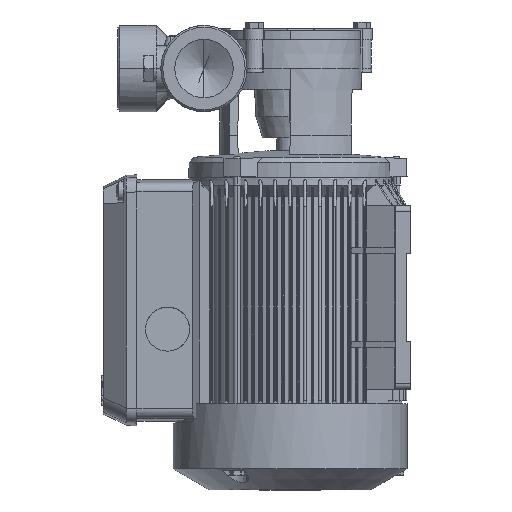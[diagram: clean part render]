
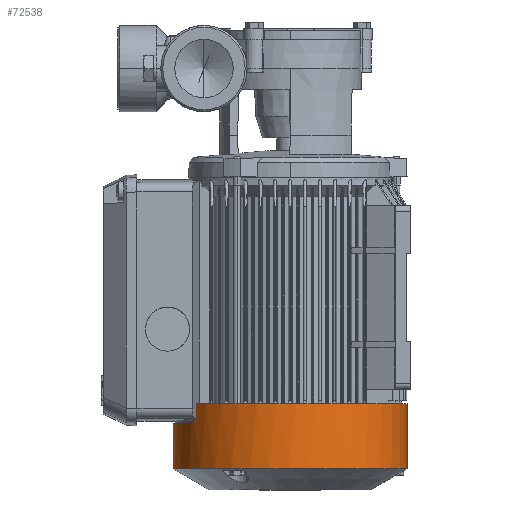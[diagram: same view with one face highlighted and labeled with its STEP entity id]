
A CAD part, left-side view. The second image highlights one B-rep face of the part: STEP entity #72538.
In plain terms, the highlighted cylindrical face has radius 61 mm (diameter 122 mm), a partial arc.
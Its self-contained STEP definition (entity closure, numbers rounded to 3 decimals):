
#2018 = EDGE_CURVE ( 'NONE', #22606, #57645, #32467, .T. ) ;
#2862 = CYLINDRICAL_SURFACE ( 'NONE', #106538, 61. ) ;
#3338 = CARTESIAN_POINT ( 'NONE',  ( -127.354, -32.809, 51.426 ) ) ;
#3419 = VERTEX_POINT ( 'NONE', #76493 ) ;
#3868 = CIRCLE ( 'NONE', #113799, 61. ) ;
#4647 = DIRECTION ( 'NONE',  ( 0., 0., -1. ) ) ;
#7471 = CARTESIAN_POINT ( 'NONE',  ( -118., 0., -61. ) ) ;
#12404 = CARTESIAN_POINT ( 'NONE',  ( -126.724, -33.972, 50.665 ) ) ;
#13015 = CARTESIAN_POINT ( 'NONE',  ( -125.645, -34.485, 50.317 ) ) ;
#13143 = DIRECTION ( 'NONE',  ( 0., 0., -1. ) ) ;
#13613 = CARTESIAN_POINT ( 'NONE',  ( -125.506, -34.5, 50.307 ) ) ;
#13852 = DIRECTION ( 'NONE',  ( 0., 0., -1. ) ) ;
#13963 = CARTESIAN_POINT ( 'NONE',  ( -127.705, -22.756, 57.774 ) ) ;
#16150 = EDGE_CURVE ( 'NONE', #40766, #63761, #62666, .T. ) ;
#21099 = CARTESIAN_POINT ( 'NONE',  ( -118., 0., 0. ) ) ;
#21451 = CARTESIAN_POINT ( 'NONE',  ( -126.413, -34.208, 50.506 ) ) ;
#21866 = DIRECTION ( 'NONE',  ( -1., 0., 0. ) ) ;
#22606 = VERTEX_POINT ( 'NONE', #112329 ) ;
#22636 = CARTESIAN_POINT ( 'NONE',  ( -126.976, -33.69, 50.853 ) ) ;
#23233 = CARTESIAN_POINT ( 'NONE',  ( -127.166, -33.376, 51.059 ) ) ;
#31906 = LINE ( 'NONE', #59736, #101828 ) ;
#32037 = CARTESIAN_POINT ( 'NONE',  ( -127.363, -32.57, 51.577 ) ) ;
#32467 = LINE ( 'NONE', #94726, #47648 ) ;
#32890 = CARTESIAN_POINT ( 'NONE',  ( -126.296, -34.275, 50.46 ) ) ;
#34631 = CIRCLE ( 'NONE', #69419, 61. ) ;
#35275 = ORIENTED_EDGE ( 'NONE', *, *, #2018, .F. ) ;
#40766 = VERTEX_POINT ( 'NONE', #101324 ) ;
#40769 = CARTESIAN_POINT ( 'NONE',  ( -127.109, -33.484, 50.989 ) ) ;
#41113 = CARTESIAN_POINT ( 'NONE',  ( -128.5, 0., 61. ) ) ;
#41358 = CARTESIAN_POINT ( 'NONE',  ( -125.364, -34.5, 50.307 ) ) ;
#41786 = LINE ( 'NONE', #78652, #56531 ) ;
#45660 = EDGE_CURVE ( 'NONE', #63761, #57645, #118767, .T. ) ;
#46793 = CARTESIAN_POINT ( 'NONE',  ( -127.363, -32.57, 51.577 ) ) ;
#47648 = VECTOR ( 'NONE', #103801, 1000. ) ;
#50450 = CARTESIAN_POINT ( 'NONE',  ( -127.363, -32.57, 51.577 ) ) ;
#56531 = VECTOR ( 'NONE', #21866, 1000. ) ;
#57482 = CARTESIAN_POINT ( 'NONE',  ( -128.095, -11.607, 61. ) ) ;
#57645 = VERTEX_POINT ( 'NONE', #64181 ) ;
#58322 = CARTESIAN_POINT ( 'NONE',  ( -125.916, -34.427, 50.356 ) ) ;
#58912 = CARTESIAN_POINT ( 'NONE',  ( -126.627, -34.056, 50.608 ) ) ;
#59033 = DIRECTION ( 'NONE',  ( 1., 0., 0. ) ) ;
#59736 = CARTESIAN_POINT ( 'NONE',  ( -118., 0., -61. ) ) ;
#60096 = ORIENTED_EDGE ( 'NONE', *, *, #45660, .T. ) ;
#62666 = B_SPLINE_CURVE_WITH_KNOTS ( 'NONE', 3,
 ( #41358, #13613, #13015, #58322, #104221, #32890, #21451, #58912, #12404, #115071, #22636, #40769, #23233, #76438, #3338, #50450 ),
 .UNSPECIFIED., .F., .F.,
 ( 4, 2, 2, 2, 2, 2, 2, 4 ),
 ( 0., 0., 0.001, 0.001, 0.002, 0.002, 0.003, 0.003 ),
 .UNSPECIFIED. ) ;
#63761 = VERTEX_POINT ( 'NONE', #46793 ) ;
#64181 = CARTESIAN_POINT ( 'NONE',  ( -128.5, 0., 61. ) ) ;
#65928 = EDGE_CURVE ( 'NONE', #113112, #88175, #34631, .T. ) ;
#68254 = CARTESIAN_POINT ( 'NONE',  ( -118., -34.5, 50.307 ) ) ;
#68816 = DIRECTION ( 'NONE',  ( -1., 0., 0. ) ) ;
#69419 = AXIS2_PLACEMENT_3D ( 'NONE', #21099, #68816, #13852 ) ;
#70483 = CARTESIAN_POINT ( 'NONE',  ( -152.03, 0., 0. ) ) ;
#71060 = ORIENTED_EDGE ( 'NONE', *, *, #106359, .T. ) ;
#72538 = ADVANCED_FACE ( 'NONE', ( #95278 ), #2862, .T. ) ;
#75631 = ORIENTED_EDGE ( 'NONE', *, *, #103090, .T. ) ;
#76438 = CARTESIAN_POINT ( 'NONE',  ( -127.305, -33.041, 51.278 ) ) ;
#76493 = CARTESIAN_POINT ( 'NONE',  ( -152.03, 0., -61. ) ) ;
#78452 = DIRECTION ( 'NONE',  ( 1., 0., 0. ) ) ;
#78652 = CARTESIAN_POINT ( 'NONE',  ( -118., -34.5, 50.307 ) ) ;
#84910 = ORIENTED_EDGE ( 'NONE', *, *, #65928, .T. ) ;
#88175 = VERTEX_POINT ( 'NONE', #68254 ) ;
#94726 = CARTESIAN_POINT ( 'NONE',  ( -118., 0., 61. ) ) ;
#95278 = FACE_OUTER_BOUND ( 'NONE', #96514, .T. ) ;
#96514 = EDGE_LOOP ( 'NONE', ( #35275, #71060, #75631, #84910, #98085, #111447, #60096 ) ) ;
#98085 = ORIENTED_EDGE ( 'NONE', *, *, #113436, .T. ) ;
#101324 = CARTESIAN_POINT ( 'NONE',  ( -125.364, -34.5, 50.307 ) ) ;
#101828 = VECTOR ( 'NONE', #78452, 1000. ) ;
#103090 = EDGE_CURVE ( 'NONE', #3419, #113112, #31906, .T. ) ;
#103801 = DIRECTION ( 'NONE',  ( 1., 0., 0. ) ) ;
#104221 = CARTESIAN_POINT ( 'NONE',  ( -126.049, -34.384, 50.386 ) ) ;
#104932 = CARTESIAN_POINT ( 'NONE',  ( -118., 0., 0. ) ) ;
#106125 = DIRECTION ( 'NONE',  ( 1., 0., 0. ) ) ;
#106359 = EDGE_CURVE ( 'NONE', #22606, #3419, #3868, .T. ) ;
#106538 = AXIS2_PLACEMENT_3D ( 'NONE', #104932, #59033, #13143 ) ;
#111447 = ORIENTED_EDGE ( 'NONE', *, *, #16150, .T. ) ;
#112329 = CARTESIAN_POINT ( 'NONE',  ( -152.03, 0., 61. ) ) ;
#113112 = VERTEX_POINT ( 'NONE', #7471 ) ;
#113436 = EDGE_CURVE ( 'NONE', #88175, #40766, #41786, .T. ) ;
#113799 = AXIS2_PLACEMENT_3D ( 'NONE', #70483, #106125, #4647 ) ;
#115071 = CARTESIAN_POINT ( 'NONE',  ( -126.899, -33.789, 50.787 ) ) ;
#118767 =( BOUNDED_CURVE ( )  B_SPLINE_CURVE ( 3, ( #32037, #13963, #57482, #41113 ),
 .UNSPECIFIED., .F., .T. ) 
 B_SPLINE_CURVE_WITH_KNOTS ( ( 4, 4 ),
 ( 1.008, 1.571 ),
 .UNSPECIFIED. ) 
 CURVE ( )  GEOMETRIC_REPRESENTATION_ITEM ( )  RATIONAL_B_SPLINE_CURVE ( ( 1., 0.974, 0.974, 1. ) ) 
 REPRESENTATION_ITEM ( '' )  );
